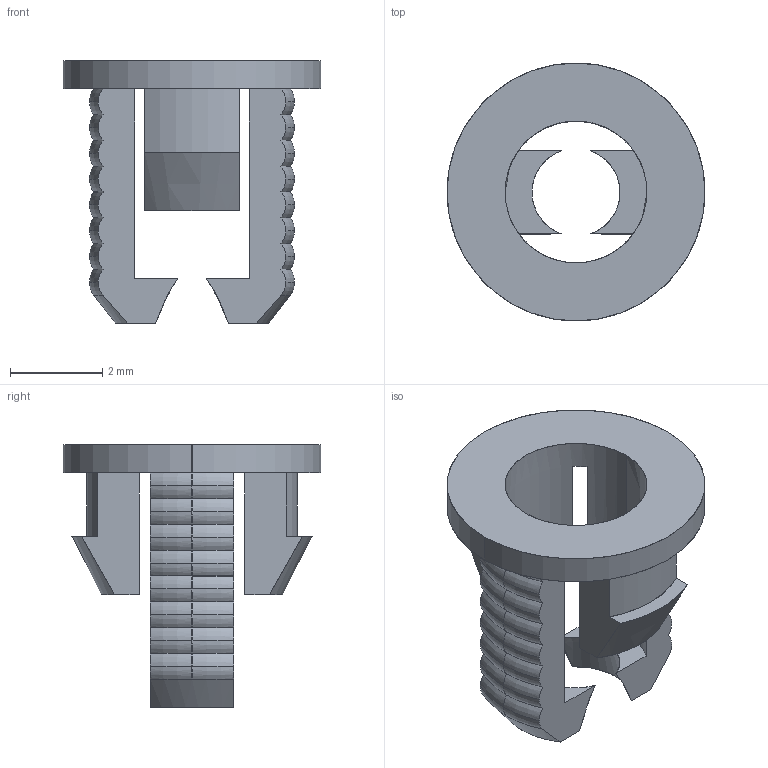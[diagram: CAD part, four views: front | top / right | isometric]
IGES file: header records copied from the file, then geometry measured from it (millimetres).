
Start section: SolidWorks IGES file using analytic representation for surfaces
Global section: file name: C-103-SR_G.IGS; native system: SolidWorks 2020; preprocessor: SolidWorks 2020; author: mpagdonsolan; date: 220523.083410; units: inch
Bounding box: 5.59 x 5.59 x 5.69 mm (x, y, z)
Surface area: 144.1 mm2 (no closed solid volume)
Topology: 0 solids, 0 shells, 96 faces, 801 edges, 801 vertices
Faces by surface type: bspline 82, revolution 14
